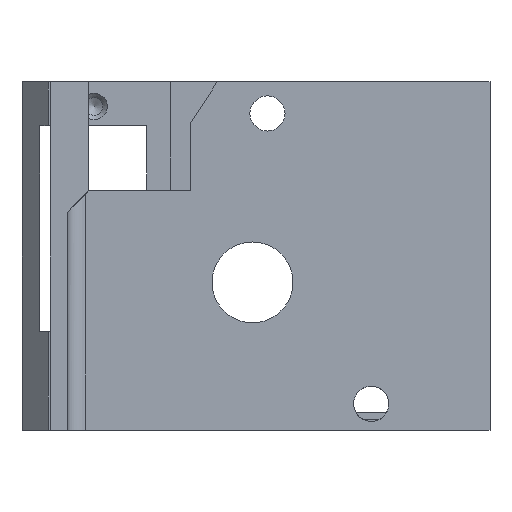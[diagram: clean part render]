
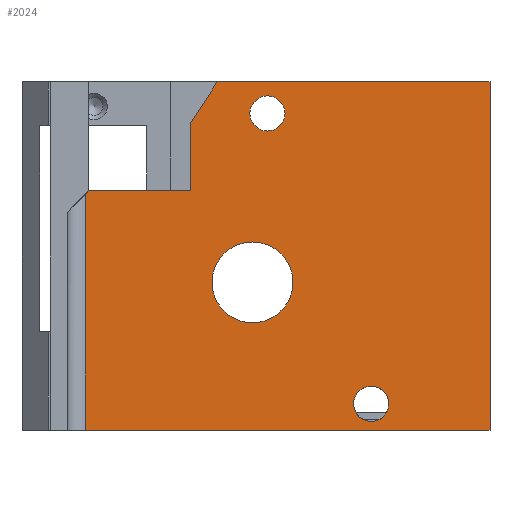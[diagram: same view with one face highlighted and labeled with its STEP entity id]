
A CAD part, front view. The second image highlights one B-rep face of the part: STEP entity #2024.
In plain terms, the highlighted planar face has unit normal (0, -1, 0).
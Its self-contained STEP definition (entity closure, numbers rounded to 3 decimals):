
#36=FACE_BOUND('',#264,.T.);
#37=FACE_BOUND('',#265,.T.);
#38=FACE_BOUND('',#266,.T.);
#78=PLANE('',#2179);
#155=FACE_OUTER_BOUND('',#263,.T.);
#263=EDGE_LOOP('',(#1632,#1633,#1634,#1635,#1636,#1637,#1638,#1639));
#264=EDGE_LOOP('',(#1640,#1641));
#265=EDGE_LOOP('',(#1642,#1643));
#266=EDGE_LOOP('',(#1644,#1645));
#443=LINE('',#3134,#673);
#458=LINE('',#3167,#688);
#460=LINE('',#3171,#690);
#462=LINE('',#3175,#692);
#463=LINE('',#3177,#693);
#464=LINE('',#3179,#694);
#465=LINE('',#3181,#695);
#466=LINE('',#3182,#696);
#673=VECTOR('',#2522,10.);
#688=VECTOR('',#2559,10.);
#690=VECTOR('',#2563,10.);
#692=VECTOR('',#2567,10.);
#693=VECTOR('',#2568,10.);
#694=VECTOR('',#2569,10.);
#695=VECTOR('',#2570,10.);
#696=VECTOR('',#2571,10.);
#825=CIRCLE('',#2180,2.);
#826=CIRCLE('',#2181,2.);
#827=CIRCLE('',#2182,2.);
#828=CIRCLE('',#2183,2.);
#829=CIRCLE('',#2184,4.6);
#830=CIRCLE('',#2185,4.6);
#972=VERTEX_POINT('',#3132);
#973=VERTEX_POINT('',#3133);
#980=VERTEX_POINT('',#3166);
#981=VERTEX_POINT('',#3170);
#982=VERTEX_POINT('',#3174);
#983=VERTEX_POINT('',#3176);
#984=VERTEX_POINT('',#3178);
#985=VERTEX_POINT('',#3180);
#986=VERTEX_POINT('',#3183);
#987=VERTEX_POINT('',#3184);
#988=VERTEX_POINT('',#3187);
#989=VERTEX_POINT('',#3188);
#990=VERTEX_POINT('',#3191);
#991=VERTEX_POINT('',#3192);
#1212=EDGE_CURVE('',#972,#973,#443,.T.);
#1230=EDGE_CURVE('',#980,#972,#458,.T.);
#1232=EDGE_CURVE('',#981,#980,#460,.T.);
#1234=EDGE_CURVE('',#973,#982,#462,.T.);
#1235=EDGE_CURVE('',#983,#982,#463,.T.);
#1236=EDGE_CURVE('',#984,#983,#464,.T.);
#1237=EDGE_CURVE('',#984,#985,#465,.T.);
#1238=EDGE_CURVE('',#985,#981,#466,.T.);
#1239=EDGE_CURVE('',#986,#987,#825,.T.);
#1240=EDGE_CURVE('',#987,#986,#826,.T.);
#1241=EDGE_CURVE('',#988,#989,#827,.T.);
#1242=EDGE_CURVE('',#989,#988,#828,.T.);
#1243=EDGE_CURVE('',#990,#991,#829,.T.);
#1244=EDGE_CURVE('',#991,#990,#830,.T.);
#1632=ORIENTED_EDGE('',*,*,#1230,.T.);
#1633=ORIENTED_EDGE('',*,*,#1212,.T.);
#1634=ORIENTED_EDGE('',*,*,#1234,.T.);
#1635=ORIENTED_EDGE('',*,*,#1235,.F.);
#1636=ORIENTED_EDGE('',*,*,#1236,.F.);
#1637=ORIENTED_EDGE('',*,*,#1237,.T.);
#1638=ORIENTED_EDGE('',*,*,#1238,.T.);
#1639=ORIENTED_EDGE('',*,*,#1232,.T.);
#1640=ORIENTED_EDGE('',*,*,#1239,.T.);
#1641=ORIENTED_EDGE('',*,*,#1240,.T.);
#1642=ORIENTED_EDGE('',*,*,#1241,.T.);
#1643=ORIENTED_EDGE('',*,*,#1242,.T.);
#1644=ORIENTED_EDGE('',*,*,#1243,.T.);
#1645=ORIENTED_EDGE('',*,*,#1244,.T.);
#2024=ADVANCED_FACE('',(#155,#36,#37,#38),#78,.T.);
#2179=AXIS2_PLACEMENT_3D('',#3173,#2565,#2566);
#2180=AXIS2_PLACEMENT_3D('',#3185,#2572,#2573);
#2181=AXIS2_PLACEMENT_3D('',#3186,#2574,#2575);
#2182=AXIS2_PLACEMENT_3D('',#3189,#2576,#2577);
#2183=AXIS2_PLACEMENT_3D('',#3190,#2578,#2579);
#2184=AXIS2_PLACEMENT_3D('',#3193,#2580,#2581);
#2185=AXIS2_PLACEMENT_3D('',#3194,#2582,#2583);
#2522=DIRECTION('',(-1.,0.,0.));
#2559=DIRECTION('',(0.,0.,-1.));
#2563=DIRECTION('',(-0.542,0.,-0.84));
#2565=DIRECTION('center_axis',(0.,-1.,0.));
#2566=DIRECTION('ref_axis',(1.,0.,0.));
#2567=DIRECTION('',(-0.707,0.,-0.707));
#2568=DIRECTION('',(0.,0.,1.));
#2569=DIRECTION('',(-1.,0.,0.));
#2570=DIRECTION('',(0.,0.,1.));
#2571=DIRECTION('',(-1.,0.,0.));
#2572=DIRECTION('center_axis',(0.,1.,0.));
#2573=DIRECTION('ref_axis',(1.,0.,0.));
#2574=DIRECTION('center_axis',(0.,1.,0.));
#2575=DIRECTION('ref_axis',(1.,0.,0.));
#2576=DIRECTION('center_axis',(0.,1.,0.));
#2577=DIRECTION('ref_axis',(1.,0.,0.));
#2578=DIRECTION('center_axis',(0.,1.,0.));
#2579=DIRECTION('ref_axis',(1.,0.,0.));
#2580=DIRECTION('center_axis',(0.,1.,0.));
#2581=DIRECTION('ref_axis',(1.,0.,0.));
#2582=DIRECTION('center_axis',(0.,1.,0.));
#2583=DIRECTION('ref_axis',(1.,0.,0.));
#3132=CARTESIAN_POINT('',(-34.,-25.86,27.2));
#3133=CARTESIAN_POINT('',(-45.6,-25.86,27.2));
#3134=CARTESIAN_POINT('',(-41.,-25.86,27.2));
#3166=CARTESIAN_POINT('',(-34.,-25.86,34.95));
#3167=CARTESIAN_POINT('',(-34.,-25.86,17.475));
#3170=CARTESIAN_POINT('',(-31.,-25.86,39.6));
#3171=CARTESIAN_POINT('',(-42.518,-25.86,21.747));
#3173=CARTESIAN_POINT('Origin',(-48.,-25.86,0.));
#3174=CARTESIAN_POINT('',(-46.,-25.86,26.8));
#3175=CARTESIAN_POINT('',(-53.6,-25.86,19.2));
#3176=CARTESIAN_POINT('',(-46.,-25.86,0.));
#3177=CARTESIAN_POINT('',(-46.,-25.86,6.8));
#3178=CARTESIAN_POINT('',(0.,-25.86,0.));
#3179=CARTESIAN_POINT('',(0.,-25.86,0.));
#3180=CARTESIAN_POINT('',(0.,-25.86,39.6));
#3181=CARTESIAN_POINT('',(0.,-25.86,0.));
#3182=CARTESIAN_POINT('',(-36.,-25.86,39.6));
#3183=CARTESIAN_POINT('',(-23.3,-25.86,36.));
#3184=CARTESIAN_POINT('',(-27.3,-25.86,36.));
#3185=CARTESIAN_POINT('Origin',(-25.3,-25.86,36.));
#3186=CARTESIAN_POINT('Origin',(-25.3,-25.86,36.));
#3187=CARTESIAN_POINT('',(-11.5,-25.86,3.));
#3188=CARTESIAN_POINT('',(-15.5,-25.86,3.));
#3189=CARTESIAN_POINT('Origin',(-13.5,-25.86,3.));
#3190=CARTESIAN_POINT('Origin',(-13.5,-25.86,3.));
#3191=CARTESIAN_POINT('',(-22.4,-25.86,16.8));
#3192=CARTESIAN_POINT('',(-31.6,-25.86,16.8));
#3193=CARTESIAN_POINT('Origin',(-27.,-25.86,16.8));
#3194=CARTESIAN_POINT('Origin',(-27.,-25.86,16.8));
